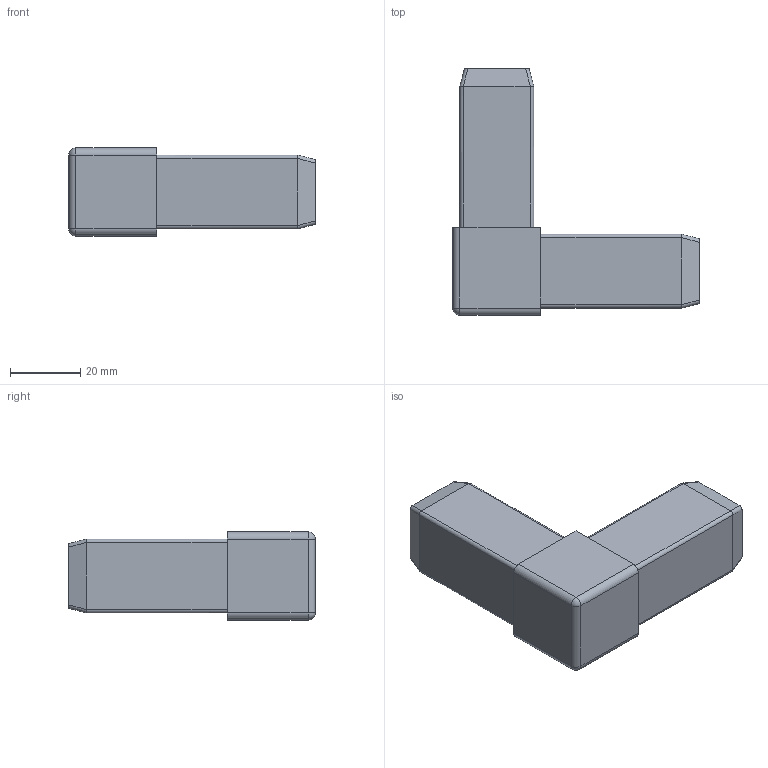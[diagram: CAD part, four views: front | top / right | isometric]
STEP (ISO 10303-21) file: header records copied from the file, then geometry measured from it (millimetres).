
FILE_DESCRIPTION(/* description */ ('GIUNZIONE Q25-2VA NYLON RAL.7039'),/* implementation_level */ '2;1');
FILE_NAME(/* name */ 'DGIPD0000036.stp',/* time_stamp */ '2018-12-04T11:33:24+01:00',/* author */ ('fzagni'),/* organization */ (''),/* preprocessor_version */ 'ST-DEVELOPER v16.1',/* originating_system */ 'Autodesk Inventor 2016',/* authorisation */ '');
FILE_SCHEMA (('AUTOMOTIVE_DESIGN { 1 0 10303 214 3 1 1 }'));
Length unit declared in the file: millimetre
Products named in the file (1): DGIPD0000036
Bounding box: 70 x 70 x 25 mm (x, y, z)
Volume: 34326.4 mm3; surface area: 16746.6 mm2
Topology: 1 solids, 1 shells, 55 faces, 145 edges, 94 vertices
Faces by surface type: plane 32, cylinder 21, sphere 2
Entity records: 1733 total; most frequent: DIRECTION 307, CARTESIAN_POINT 295, ORIENTED_EDGE 290, EDGE_CURVE 145, AXIS2_PLACEMENT_3D 106, LINE 95, VECTOR 95, VERTEX_POINT 94
